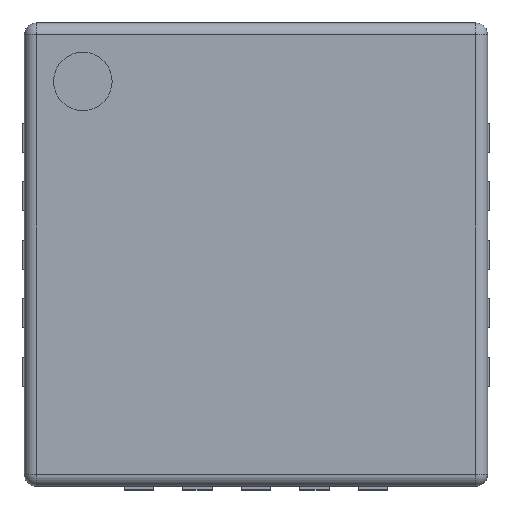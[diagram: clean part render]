
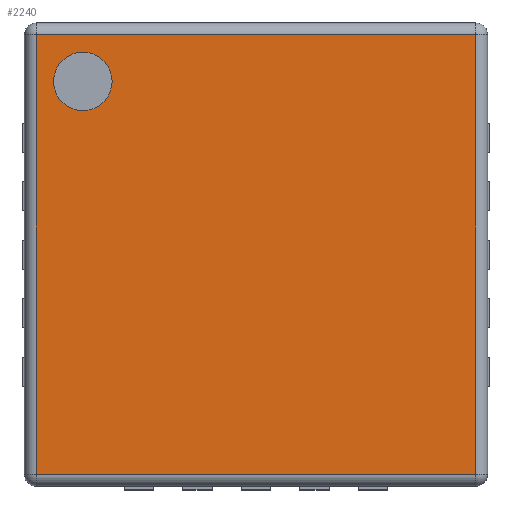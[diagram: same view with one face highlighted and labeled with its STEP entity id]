
A CAD part, top view. The second image highlights one B-rep face of the part: STEP entity #2240.
In plain terms, the highlighted planar face has unit normal (0, 0, 1).
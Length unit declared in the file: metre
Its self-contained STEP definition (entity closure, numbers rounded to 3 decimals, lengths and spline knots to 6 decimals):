
#138=CIRCLE('',#2706,0.00025);
#682=ORIENTED_EDGE('',*,*,#1013,.F.);
#683=ORIENTED_EDGE('',*,*,#1014,.T.);
#684=ORIENTED_EDGE('',*,*,#1015,.T.);
#685=ORIENTED_EDGE('',*,*,#1016,.T.);
#686=ORIENTED_EDGE('',*,*,#1017,.T.);
#1013=EDGE_CURVE('',#1221,#1221,#138,.T.);
#1014=EDGE_CURVE('',#1222,#1223,#1458,.T.);
#1015=EDGE_CURVE('',#1223,#1224,#1459,.T.);
#1016=EDGE_CURVE('',#1224,#1225,#1460,.F.);
#1017=EDGE_CURVE('',#1225,#1222,#1461,.F.);
#1221=VERTEX_POINT('',#4040);
#1222=VERTEX_POINT('',#4042);
#1223=VERTEX_POINT('',#4043);
#1224=VERTEX_POINT('',#4045);
#1225=VERTEX_POINT('',#4047);
#1458=LINE('',#4041,#1693);
#1459=LINE('',#4044,#1694);
#1460=LINE('',#4046,#1695);
#1461=LINE('',#4048,#1696);
#1693=VECTOR('',#3360,1.);
#1694=VECTOR('',#3361,1.);
#1695=VECTOR('',#3362,1.);
#1696=VECTOR('',#3363,1.);
#1828=EDGE_LOOP('',(#682));
#1829=EDGE_LOOP('',(#683,#684,#685,#686));
#1977=FACE_BOUND('',#1828,.T.);
#1978=FACE_BOUND('',#1829,.T.);
#2106=PLANE('',#2705);
#2240=ADVANCED_FACE('',(#1977,#1978),#2106,.T.);
#2705=AXIS2_PLACEMENT_3D('',#4038,#3356,#3357);
#2706=AXIS2_PLACEMENT_3D('',#4039,#3358,#3359);
#3356=DIRECTION('',(0.,0.,1.));
#3357=DIRECTION('',(1.,0.,0.));
#3358=DIRECTION('',(0.,0.,1.));
#3359=DIRECTION('',(1.,0.,0.));
#3360=DIRECTION('',(0.,-1.,0.));
#3361=DIRECTION('',(1.,0.,0.));
#3362=DIRECTION('',(0.,-1.,0.));
#3363=DIRECTION('',(1.,0.,0.));
#4038=CARTESIAN_POINT('',(0.,0.,0.00092));
#4039=CARTESIAN_POINT('',(-0.00148,0.00148,0.00092));
#4040=CARTESIAN_POINT('',(-0.00123,0.00148,0.00092));
#4041=CARTESIAN_POINT('',(-0.00188,-0.00198,0.00092));
#4042=CARTESIAN_POINT('',(-0.00188,0.00188,0.00092));
#4043=CARTESIAN_POINT('',(-0.00188,-0.00188,0.00092));
#4044=CARTESIAN_POINT('',(0.00198,-0.00188,0.00092));
#4045=CARTESIAN_POINT('',(0.00188,-0.00188,0.00092));
#4046=CARTESIAN_POINT('',(0.00188,0.,0.00092));
#4047=CARTESIAN_POINT('',(0.00188,0.00188,0.00092));
#4048=CARTESIAN_POINT('',(0.,0.00188,0.00092));
